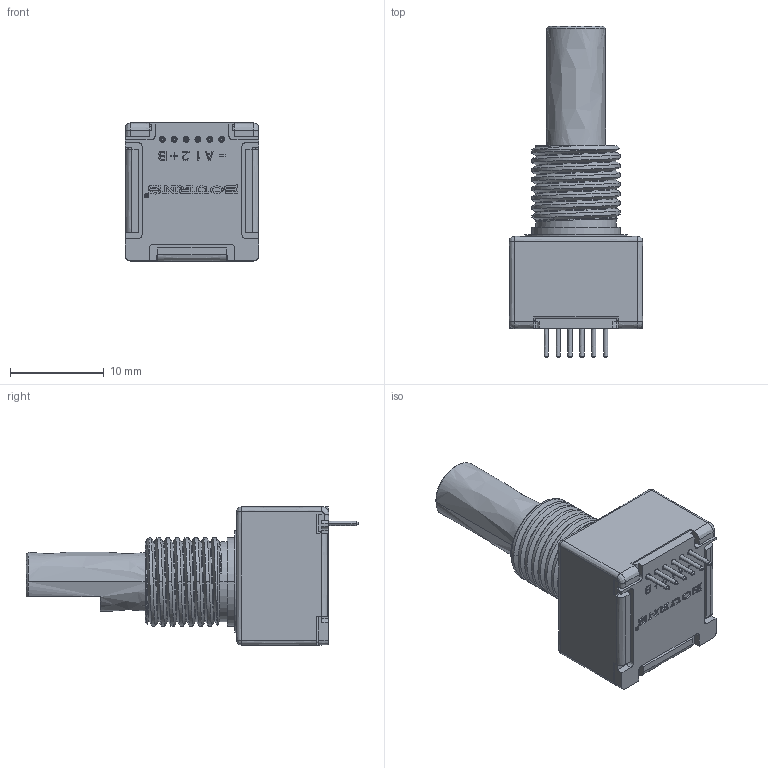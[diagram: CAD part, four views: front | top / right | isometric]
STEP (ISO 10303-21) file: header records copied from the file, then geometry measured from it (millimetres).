
FILE_DESCRIPTION((''),'2;1');
FILE_NAME('EM14AXD-C28-L','2007-05-10T',('RICKB'),('Bourns, Inc.'),'PRO/ENGINEER BY PARAMETRIC TECHNOLOGY CORPORATION, 2001200','PRO/ENGINEER BY PARAMETRIC TECHNOLOGY CORPORATION, 2001200','');
FILE_SCHEMA(('AUTOMOTIVE_DESIGN_CC2 { 1 2 10303 214 -1 1 5 2 }'));
Length unit declared in the file: inch
Products named in the file (1): EM14AXD-C28-L
Bounding box: 14.25 x 35.5 x 14.76 mm (x, y, z)
Volume: 3007.7 mm3; surface area: 2057.2 mm2
Topology: 1 solids, 3 shells, 612 faces, 1687 edges, 1100 vertices
Faces by surface type: bspline 612
Entity records: 33196 total; most frequent: CARTESIAN_POINT 13543, ORIENTED_EDGE 3374, DIRECTION 1890, PRESENTATION_STYLE_ASSIGNMENT 1761, STYLED_ITEM 1688, CURVE_STYLE 1687, EDGE_CURVE 1687, VECTOR 1240
